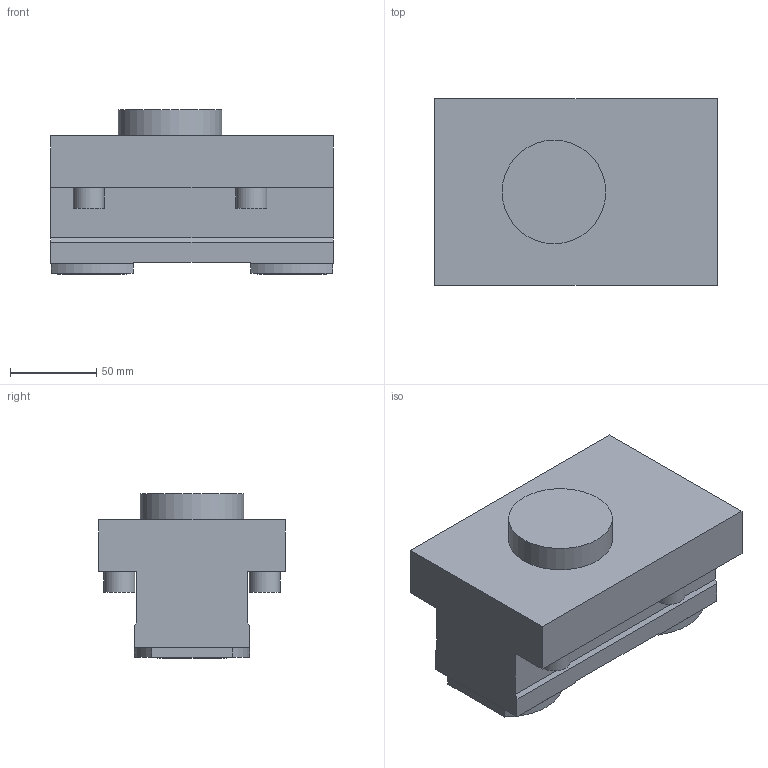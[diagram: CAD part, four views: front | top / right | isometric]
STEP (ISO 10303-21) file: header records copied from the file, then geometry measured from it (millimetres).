
FILE_DESCRIPTION(/* description */ (''),/* implementation_level */ '2;1');
FILE_NAME(/* name */ '1577082065344.stp',/* time_stamp */ '2019-12-23T11:51:14+05:00',/* author */ (''),/* organization */ ('SMS'),/* preprocessor_version */ 'ST-DEVELOPER v16.7',/* originating_system */ 'SIEMENS PLM Software NX 12.0',/* authorisation */ '');
FILE_SCHEMA (('AUTOMOTIVE_DESIGN { 1 0 10303 214 3 1 1 1 }'));
Length unit declared in the file: millimetre
Products named in the file (1): 200835896mod000_02
Bounding box: 163.5 x 108 x 95 mm (x, y, z)
Volume: 1050985.1 mm3; surface area: 84330.2 mm2
Topology: 1 solids, 1 shells, 64 faces, 146 edges, 103 vertices
Faces by surface type: plane 37, cylinder 15, cone 12
Full cylindrical faces by diameter (mm): 2.5 x2, 18 x4, 31.023 x2, 40.013 x2, 59.9 x1
Entity records: 1914 total; most frequent: CARTESIAN_POINT 411, DIRECTION 318, ORIENTED_EDGE 260, EDGE_CURVE 130, AXIS2_PLACEMENT_3D 121, VERTEX_POINT 94, EDGE_LOOP 90, LINE 76
